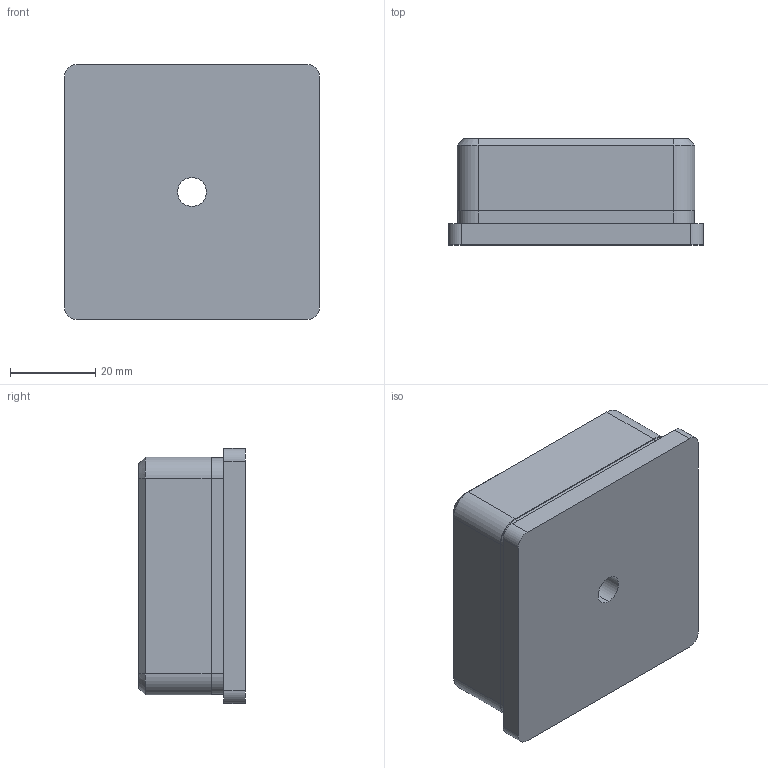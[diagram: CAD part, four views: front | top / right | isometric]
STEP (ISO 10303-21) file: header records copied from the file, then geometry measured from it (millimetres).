
FILE_DESCRIPTION (( 'STEP AP203' ), '1' );
FILE_NAME ('A_4735-060-R.STEP', '2019-05-09T07:59:05', ( '' ), ( '' ), 'SwSTEP 2.0', 'SolidWorks 2013', '' );
FILE_SCHEMA (( 'CONFIG_CONTROL_DESIGN' ));
Length unit declared in the file: millimetre
Products named in the file (1): A_4735-060-R
Bounding box: 60 x 25 x 60 mm (x, y, z)
Volume: 24431.8 mm3; surface area: 16783 mm2
Topology: 1 solids, 1 shells, 102 faces, 252 edges, 154 vertices
Faces by surface type: plane 42, cylinder 40, torus 10, cone 8, sphere 2
Entity records: 3073 total; most frequent: DIRECTION 558, CARTESIAN_POINT 507, ORIENTED_EDGE 500, EDGE_CURVE 250, AXIS2_PLACEMENT_3D 205, VERTEX_POINT 154, LINE 148, VECTOR 148
